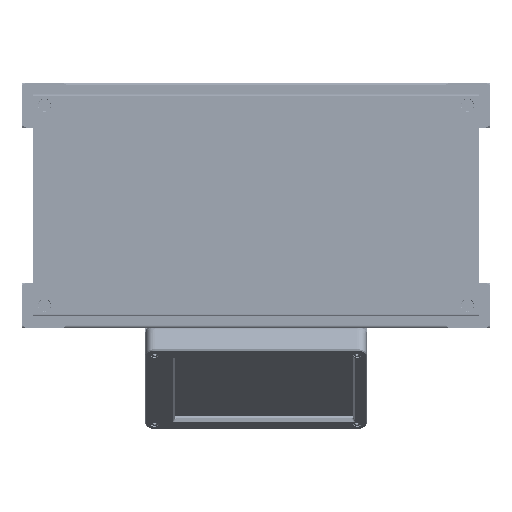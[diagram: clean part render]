
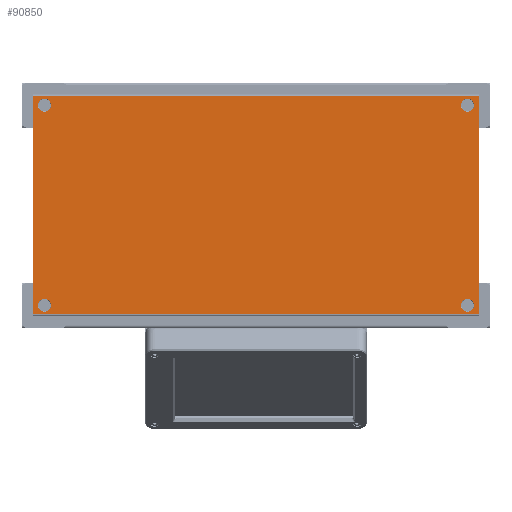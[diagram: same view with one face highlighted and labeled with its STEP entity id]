
A CAD part, top view. The second image highlights one B-rep face of the part: STEP entity #90850.
In plain terms, the highlighted planar face has unit normal (0, 0, 1).
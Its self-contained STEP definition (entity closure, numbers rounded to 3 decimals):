
#5406=FACE_BOUND('',#14210,.T.);
#5407=FACE_BOUND('',#14211,.T.);
#5408=FACE_BOUND('',#14212,.T.);
#5409=FACE_BOUND('',#14213,.T.);
#5945=PLANE('',#96508);
#9202=FACE_OUTER_BOUND('',#14209,.T.);
#14209=EDGE_LOOP('',(#63336,#63337,#63338,#63339));
#14210=EDGE_LOOP('',(#63340));
#14211=EDGE_LOOP('',(#63341));
#14212=EDGE_LOOP('',(#63342));
#14213=EDGE_LOOP('',(#63343));
#19805=LINE('',#130037,#29357);
#19806=LINE('',#130039,#29358);
#19807=LINE('',#130041,#29359);
#19808=LINE('',#130042,#29360);
#29357=VECTOR('',#104704,10.);
#29358=VECTOR('',#104705,10.);
#29359=VECTOR('',#104706,10.);
#29360=VECTOR('',#104707,10.);
#38761=CIRCLE('',#96506,2.9);
#38763=CIRCLE('',#96509,2.9);
#38764=CIRCLE('',#96510,2.9);
#38765=CIRCLE('',#96511,2.9);
#41290=VERTEX_POINT('',#130029);
#41292=VERTEX_POINT('',#130035);
#41293=VERTEX_POINT('',#130036);
#41294=VERTEX_POINT('',#130038);
#41295=VERTEX_POINT('',#130040);
#41296=VERTEX_POINT('',#130043);
#41297=VERTEX_POINT('',#130045);
#41298=VERTEX_POINT('',#130047);
#49853=EDGE_CURVE('',#41290,#41290,#38761,.T.);
#49856=EDGE_CURVE('',#41292,#41293,#19805,.T.);
#49857=EDGE_CURVE('',#41294,#41292,#19806,.T.);
#49858=EDGE_CURVE('',#41295,#41294,#19807,.T.);
#49859=EDGE_CURVE('',#41293,#41295,#19808,.T.);
#49860=EDGE_CURVE('',#41296,#41296,#38763,.T.);
#49861=EDGE_CURVE('',#41297,#41297,#38764,.T.);
#49862=EDGE_CURVE('',#41298,#41298,#38765,.T.);
#63336=ORIENTED_EDGE('',*,*,#49856,.F.);
#63337=ORIENTED_EDGE('',*,*,#49857,.F.);
#63338=ORIENTED_EDGE('',*,*,#49858,.F.);
#63339=ORIENTED_EDGE('',*,*,#49859,.F.);
#63340=ORIENTED_EDGE('',*,*,#49860,.F.);
#63341=ORIENTED_EDGE('',*,*,#49861,.F.);
#63342=ORIENTED_EDGE('',*,*,#49862,.F.);
#63343=ORIENTED_EDGE('',*,*,#49853,.F.);
#90850=ADVANCED_FACE('',(#9202,#5406,#5407,#5408,#5409),#5945,.T.);
#96506=AXIS2_PLACEMENT_3D('',#130030,#104697,#104698);
#96508=AXIS2_PLACEMENT_3D('',#130034,#104702,#104703);
#96509=AXIS2_PLACEMENT_3D('',#130044,#104708,#104709);
#96510=AXIS2_PLACEMENT_3D('',#130046,#104710,#104711);
#96511=AXIS2_PLACEMENT_3D('',#130048,#104712,#104713);
#104697=DIRECTION('center_axis',(0.,0.,1.));
#104698=DIRECTION('ref_axis',(1.,0.,0.));
#104702=DIRECTION('center_axis',(0.,0.,1.));
#104703=DIRECTION('ref_axis',(1.,0.,0.));
#104704=DIRECTION('',(-1.,0.,0.));
#104705=DIRECTION('',(0.,-1.,0.));
#104706=DIRECTION('',(1.,0.,0.));
#104707=DIRECTION('',(0.,1.,0.));
#104708=DIRECTION('center_axis',(0.,0.,1.));
#104709=DIRECTION('ref_axis',(1.,0.,0.));
#104710=DIRECTION('center_axis',(0.,0.,1.));
#104711=DIRECTION('ref_axis',(1.,0.,0.));
#104712=DIRECTION('center_axis',(0.,0.,1.));
#104713=DIRECTION('ref_axis',(1.,0.,0.));
#130029=CARTESIAN_POINT('',(-97.8,44.9,0.));
#130030=CARTESIAN_POINT('Origin',(-94.9,44.9,0.));
#130034=CARTESIAN_POINT('Origin',(0.,0.,0.));
#130035=CARTESIAN_POINT('',(100.,-49.,0.));
#130036=CARTESIAN_POINT('',(-100.,-49.,0.));
#130037=CARTESIAN_POINT('',(50.,-49.,0.));
#130038=CARTESIAN_POINT('',(100.,49.,0.));
#130039=CARTESIAN_POINT('',(100.,49.8,0.));
#130040=CARTESIAN_POINT('',(-100.,49.,0.));
#130041=CARTESIAN_POINT('',(-50.,49.,0.));
#130042=CARTESIAN_POINT('',(-100.,-49.8,0.));
#130043=CARTESIAN_POINT('',(-97.8,-44.9,0.));
#130044=CARTESIAN_POINT('Origin',(-94.9,-44.9,0.));
#130045=CARTESIAN_POINT('',(92.,44.9,0.));
#130046=CARTESIAN_POINT('Origin',(94.9,44.9,0.));
#130047=CARTESIAN_POINT('',(92.,-44.9,0.));
#130048=CARTESIAN_POINT('Origin',(94.9,-44.9,0.));
